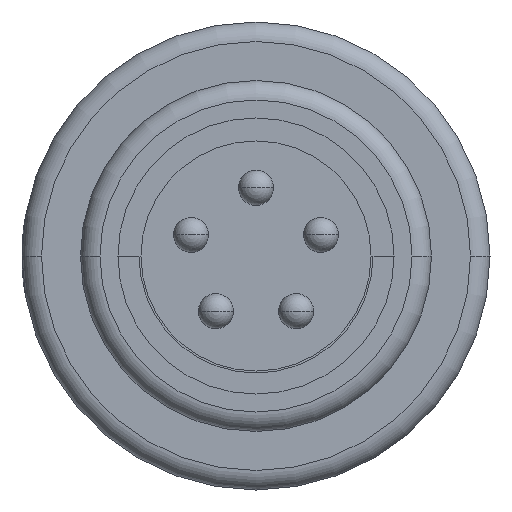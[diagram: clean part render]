
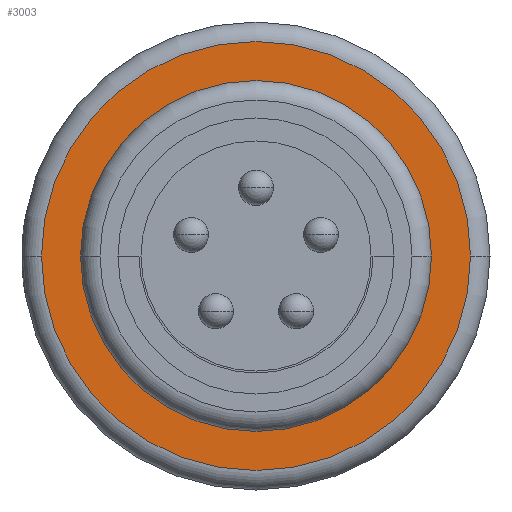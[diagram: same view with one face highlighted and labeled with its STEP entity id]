
A CAD part, left-side view. The second image highlights one B-rep face of the part: STEP entity #3003.
In plain terms, the highlighted planar face has unit normal (-1, 0, 0).
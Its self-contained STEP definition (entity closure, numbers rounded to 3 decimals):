
#232=CARTESIAN_POINT('',(-2.4,0.,0.));
#233=DIRECTION('',(-1.,0.,0.));
#234=DIRECTION('',(0.,1.,0.));
#235=AXIS2_PLACEMENT_3D('',#232,#233,#234);
#255=CARTESIAN_POINT('',(-2.4,0.,0.));
#256=DIRECTION('',(1.,0.,0.));
#257=DIRECTION('',(0.,1.,0.));
#258=AXIS2_PLACEMENT_3D('',#255,#256,#257);
#263=CARTESIAN_POINT('',(-2.4,0.,0.));
#264=DIRECTION('',(-1.,0.,0.));
#265=DIRECTION('',(0.,-1.,0.));
#266=AXIS2_PLACEMENT_3D('',#263,#264,#265);
#271=CARTESIAN_POINT('',(-2.4,0.,0.));
#272=DIRECTION('',(-1.,0.,0.));
#273=DIRECTION('',(0.,1.,0.));
#274=AXIS2_PLACEMENT_3D('',#271,#272,#273);
#2663=CARTESIAN_POINT('',(-2.4,4.5,0.));
#2664=CARTESIAN_POINT('',(-2.4,-4.5,0.));
#2665=VERTEX_POINT('',#2663);
#2666=VERTEX_POINT('',#2664);
#2743=CARTESIAN_POINT('',(-2.4,-5.5,0.));
#2744=CARTESIAN_POINT('',(-2.4,5.5,0.));
#2745=VERTEX_POINT('',#2743);
#2746=VERTEX_POINT('',#2744);
#2988=CARTESIAN_POINT('',(-2.4,0.,0.));
#2989=DIRECTION('',(1.,0.,0.));
#2990=DIRECTION('',(0.,-1.,0.));
#2991=AXIS2_PLACEMENT_3D('',#2988,#2989,#2990);
#2992=PLANE('',#2991);
#2994=ORIENTED_EDGE('',*,*,#2993,.F.);
#2996=ORIENTED_EDGE('',*,*,#2995,.F.);
#2997=EDGE_LOOP('',(#2994,#2996));
#2998=FACE_OUTER_BOUND('',#2997,.F.);
#2999=ORIENTED_EDGE('',*,*,#2982,.F.);
#3000=ORIENTED_EDGE('',*,*,#2968,.T.);
#3001=EDGE_LOOP('',(#2999,#3000));
#3002=FACE_BOUND('',#3001,.F.);
#236=CIRCLE('',#235,4.5);
#259=CIRCLE('',#258,4.5);
#267=CIRCLE('',#266,5.5);
#275=CIRCLE('',#274,5.5);
#2968=EDGE_CURVE('',#2665,#2666,#236,.T.);
#2982=EDGE_CURVE('',#2665,#2666,#259,.T.);
#2993=EDGE_CURVE('',#2745,#2746,#267,.T.);
#2995=EDGE_CURVE('',#2746,#2745,#275,.T.);
#3003=ADVANCED_FACE('',(#2998,#3002),#2992,.F.);
